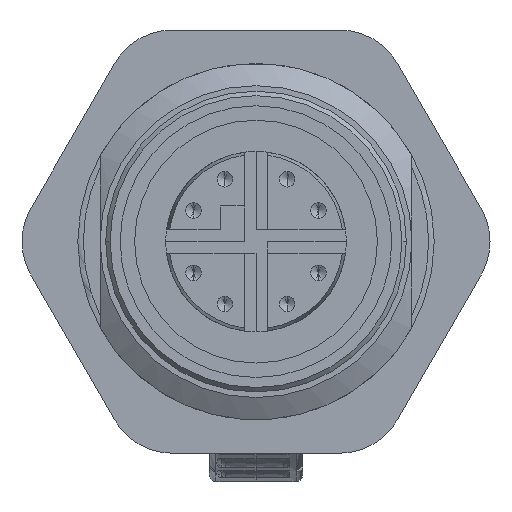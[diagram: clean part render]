
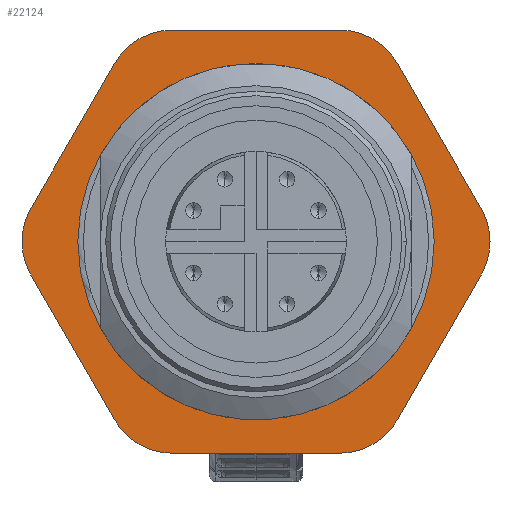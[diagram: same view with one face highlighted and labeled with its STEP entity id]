
A CAD part, left-side view. The second image highlights one B-rep face of the part: STEP entity #22124.
In plain terms, the highlighted planar face has unit normal (-1, 0, 0).
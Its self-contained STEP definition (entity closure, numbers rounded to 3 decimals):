
#102 = AXIS2_PLACEMENT_3D ( 'NONE', #2629, #14828, #22918 ) ;
#329 = ORIENTED_EDGE ( 'NONE', *, *, #21858, .T. ) ;
#354 = ORIENTED_EDGE ( 'NONE', *, *, #20164, .F. ) ;
#724 = ORIENTED_EDGE ( 'NONE', *, *, #21172, .T. ) ;
#996 = ORIENTED_EDGE ( 'NONE', *, *, #16057, .T. ) ;
#1946 = CARTESIAN_POINT ( 'NONE',  ( 12.3, 3.753, 6.5 ) ) ;
#2521 = DIRECTION ( 'NONE',  ( -1., 0., 0. ) ) ;
#2577 = CARTESIAN_POINT ( 'NONE',  ( 12.3, -8., 0. ) ) ;
#2626 = ORIENTED_EDGE ( 'NONE', *, *, #25504, .T. ) ;
#2629 = CARTESIAN_POINT ( 'NONE',  ( 12.3, 7.506, 0. ) ) ;
#2876 = VECTOR ( 'NONE', #13177, 1000. ) ;
#2901 = AXIS2_PLACEMENT_3D ( 'NONE', #9087, #3135, #11209 ) ;
#2981 = VECTOR ( 'NONE', #10896, 1000. ) ;
#3062 = EDGE_LOOP ( 'NONE', ( #8584, #354 ) ) ;
#3135 = DIRECTION ( 'NONE',  ( -1., 0., 0. ) ) ;
#3269 = VERTEX_POINT ( 'NONE', #6157 ) ;
#3292 = CARTESIAN_POINT ( 'NONE',  ( 12.3, 5.485, -9.5 ) ) ;
#3468 = DIRECTION ( 'NONE',  ( -1., 0., 0. ) ) ;
#3473 = VERTEX_POINT ( 'NONE', #25524 ) ;
#3505 = AXIS2_PLACEMENT_3D ( 'NONE', #23091, #11148, #4911 ) ;
#3541 = CIRCLE ( 'NONE', #17932, 3. ) ;
#3761 = VECTOR ( 'NONE', #13638, 1000. ) ;
#4426 = DIRECTION ( 'NONE',  ( 0., -0.5, -0.866 ) ) ;
#4738 = VERTEX_POINT ( 'NONE', #8378 ) ;
#4911 = DIRECTION ( 'NONE',  ( 0., 0., 1. ) ) ;
#5067 = CARTESIAN_POINT ( 'NONE',  ( 12.3, -10.104, 1.5 ) ) ;
#5279 = CARTESIAN_POINT ( 'NONE',  ( 12.3, 6.351, -8. ) ) ;
#5575 = CARTESIAN_POINT ( 'NONE',  ( 12.3, 3.753, -6.5 ) ) ;
#6040 = DIRECTION ( 'NONE',  ( -1., 0., 0. ) ) ;
#6157 = CARTESIAN_POINT ( 'NONE',  ( 12.3, -10.104, -1.5 ) ) ;
#6278 = VECTOR ( 'NONE', #4426, 1000. ) ;
#6359 = DIRECTION ( 'NONE',  ( 0., 0., 1. ) ) ;
#6381 = VERTEX_POINT ( 'NONE', #2577 ) ;
#6854 = VERTEX_POINT ( 'NONE', #9966 ) ;
#7579 = DIRECTION ( 'NONE',  ( -1., 0., 0. ) ) ;
#8020 = ORIENTED_EDGE ( 'NONE', *, *, #13886, .T. ) ;
#8236 = ORIENTED_EDGE ( 'NONE', *, *, #14974, .T. ) ;
#8378 = CARTESIAN_POINT ( 'NONE',  ( 12.3, 8., 0. ) ) ;
#8390 = LINE ( 'NONE', #12888, #2981 ) ;
#8584 = ORIENTED_EDGE ( 'NONE', *, *, #9022, .F. ) ;
#8847 = VECTOR ( 'NONE', #15499, 1000. ) ;
#9022 = EDGE_CURVE ( 'NONE', #4738, #6381, #25290, .T. ) ;
#9087 = CARTESIAN_POINT ( 'NONE',  ( 12.3, 0., 0. ) ) ;
#9162 = DIRECTION ( 'NONE',  ( 0., 0., 1. ) ) ;
#9188 = AXIS2_PLACEMENT_3D ( 'NONE', #18245, #6040, #14137 ) ;
#9890 = DIRECTION ( 'NONE',  ( 0., 0., 1. ) ) ;
#9966 = CARTESIAN_POINT ( 'NONE',  ( 12.3, -3.753, 9.5 ) ) ;
#9998 = VERTEX_POINT ( 'NONE', #15083 ) ;
#10155 = CARTESIAN_POINT ( 'NONE',  ( 12.3, 6.351, 8. ) ) ;
#10206 = CARTESIAN_POINT ( 'NONE',  ( 12.3, 7.506, 0. ) ) ;
#10564 = CIRCLE ( 'NONE', #13535, 3. ) ;
#10896 = DIRECTION ( 'NONE',  ( 0., 0.5, 0.866 ) ) ;
#10922 = CARTESIAN_POINT ( 'NONE',  ( 12.3, -6.351, -8. ) ) ;
#11148 = DIRECTION ( 'NONE',  ( -1., 0., 0. ) ) ;
#11159 = FACE_BOUND ( 'NONE', #3062, .T. ) ;
#11179 = LINE ( 'NONE', #25394, #2876 ) ;
#11209 = DIRECTION ( 'NONE',  ( 0., -1., 0. ) ) ;
#11340 = ORIENTED_EDGE ( 'NONE', *, *, #24857, .T. ) ;
#11912 = LINE ( 'NONE', #21615, #3761 ) ;
#12433 = EDGE_CURVE ( 'NONE', #3473, #20204, #21988, .T. ) ;
#12751 = CARTESIAN_POINT ( 'NONE',  ( 12.3, -6.351, 8. ) ) ;
#12752 = VERTEX_POINT ( 'NONE', #17163 ) ;
#12853 = EDGE_CURVE ( 'NONE', #6854, #12752, #17441, .T. ) ;
#12888 = CARTESIAN_POINT ( 'NONE',  ( 12.3, -10.97, 0. ) ) ;
#12901 = EDGE_LOOP ( 'NONE', ( #15100, #21989, #8020, #23779, #17005, #8236, #2626, #996, #11340, #14211, #21483, #329, #724 ) ) ;
#13177 = DIRECTION ( 'NONE',  ( 0., 0.5, -0.866 ) ) ;
#13535 = AXIS2_PLACEMENT_3D ( 'NONE', #16307, #2521, #22676 ) ;
#13638 = DIRECTION ( 'NONE',  ( 0., -0.5, 0.866 ) ) ;
#13699 = VERTEX_POINT ( 'NONE', #24220 ) ;
#13886 = EDGE_CURVE ( 'NONE', #24004, #19004, #11179, .T. ) ;
#13902 = DIRECTION ( 'NONE',  ( -1., 0., 0. ) ) ;
#14137 = DIRECTION ( 'NONE',  ( 0., -1., 0. ) ) ;
#14211 = ORIENTED_EDGE ( 'NONE', *, *, #19812, .T. ) ;
#14828 = DIRECTION ( 'NONE',  ( -1., 0., 0. ) ) ;
#14923 = CIRCLE ( 'NONE', #102, 3. ) ;
#14942 = CIRCLE ( 'NONE', #3505, 3. ) ;
#14974 = EDGE_CURVE ( 'NONE', #20204, #25942, #20492, .T. ) ;
#15083 = CARTESIAN_POINT ( 'NONE',  ( 12.3, -3.753, -9.5 ) ) ;
#15100 = ORIENTED_EDGE ( 'NONE', *, *, #12853, .T. ) ;
#15458 = DIRECTION ( 'NONE',  ( 0., 1., 0. ) ) ;
#15499 = DIRECTION ( 'NONE',  ( 0., -1., 0. ) ) ;
#15878 = EDGE_CURVE ( 'NONE', #3269, #25396, #10564, .T. ) ;
#16057 = EDGE_CURVE ( 'NONE', #13699, #9998, #16953, .T. ) ;
#16305 = DIRECTION ( 'NONE',  ( -1., 0., 0. ) ) ;
#16307 = CARTESIAN_POINT ( 'NONE',  ( 12.3, -7.506, 0. ) ) ;
#16492 = AXIS2_PLACEMENT_3D ( 'NONE', #18137, #13902, #18407 ) ;
#16787 = CARTESIAN_POINT ( 'NONE',  ( 12.3, 10.104, 1.5 ) ) ;
#16953 = LINE ( 'NONE', #3292, #8847 ) ;
#17005 = ORIENTED_EDGE ( 'NONE', *, *, #12433, .T. ) ;
#17163 = CARTESIAN_POINT ( 'NONE',  ( 12.3, 3.753, 9.5 ) ) ;
#17200 = EDGE_CURVE ( 'NONE', #19004, #3473, #14923, .T. ) ;
#17441 = LINE ( 'NONE', #25130, #24498 ) ;
#17530 = PLANE ( 'NONE',  #18246 ) ;
#17932 = AXIS2_PLACEMENT_3D ( 'NONE', #5575, #7579, #25500 ) ;
#18137 = CARTESIAN_POINT ( 'NONE',  ( 12.3, -3.753, 6.5 ) ) ;
#18245 = CARTESIAN_POINT ( 'NONE',  ( 12.3, 0., 0. ) ) ;
#18246 = AXIS2_PLACEMENT_3D ( 'NONE', #19269, #3468, #9162 ) ;
#18407 = DIRECTION ( 'NONE',  ( 0., 0., 1. ) ) ;
#18631 = CARTESIAN_POINT ( 'NONE',  ( 12.3, 10.97, 0. ) ) ;
#19004 = VERTEX_POINT ( 'NONE', #16787 ) ;
#19269 = CARTESIAN_POINT ( 'NONE',  ( 12.3, 0., 0. ) ) ;
#19601 = AXIS2_PLACEMENT_3D ( 'NONE', #1946, #24226, #9890 ) ;
#19812 = EDGE_CURVE ( 'NONE', #24211, #3269, #11912, .T. ) ;
#20164 = EDGE_CURVE ( 'NONE', #6381, #4738, #21555, .T. ) ;
#20204 = VERTEX_POINT ( 'NONE', #21840 ) ;
#20492 = LINE ( 'NONE', #18631, #6278 ) ;
#21172 = EDGE_CURVE ( 'NONE', #24624, #6854, #24139, .T. ) ;
#21483 = ORIENTED_EDGE ( 'NONE', *, *, #15878, .T. ) ;
#21546 = AXIS2_PLACEMENT_3D ( 'NONE', #10206, #16305, #6359 ) ;
#21555 = CIRCLE ( 'NONE', #2901, 8. ) ;
#21615 = CARTESIAN_POINT ( 'NONE',  ( 12.3, -5.485, -9.5 ) ) ;
#21659 = FACE_OUTER_BOUND ( 'NONE', #12901, .T. ) ;
#21719 = CIRCLE ( 'NONE', #19601, 3. ) ;
#21840 = CARTESIAN_POINT ( 'NONE',  ( 12.3, 10.104, -1.5 ) ) ;
#21858 = EDGE_CURVE ( 'NONE', #25396, #24624, #8390, .T. ) ;
#21988 = CIRCLE ( 'NONE', #21546, 3. ) ;
#21989 = ORIENTED_EDGE ( 'NONE', *, *, #23939, .T. ) ;
#22124 = ADVANCED_FACE ( 'NONE', ( #21659, #11159 ), #17530, .T. ) ;
#22676 = DIRECTION ( 'NONE',  ( 0., 0., 1. ) ) ;
#22918 = DIRECTION ( 'NONE',  ( 0., 0., 1. ) ) ;
#23091 = CARTESIAN_POINT ( 'NONE',  ( 12.3, -3.753, -6.5 ) ) ;
#23779 = ORIENTED_EDGE ( 'NONE', *, *, #17200, .T. ) ;
#23939 = EDGE_CURVE ( 'NONE', #12752, #24004, #21719, .T. ) ;
#24004 = VERTEX_POINT ( 'NONE', #10155 ) ;
#24139 = CIRCLE ( 'NONE', #16492, 3. ) ;
#24211 = VERTEX_POINT ( 'NONE', #10922 ) ;
#24220 = CARTESIAN_POINT ( 'NONE',  ( 12.3, 3.753, -9.5 ) ) ;
#24226 = DIRECTION ( 'NONE',  ( -1., 0., 0. ) ) ;
#24498 = VECTOR ( 'NONE', #15458, 1000. ) ;
#24624 = VERTEX_POINT ( 'NONE', #12751 ) ;
#24857 = EDGE_CURVE ( 'NONE', #9998, #24211, #14942, .T. ) ;
#25130 = CARTESIAN_POINT ( 'NONE',  ( 12.3, -5.485, 9.5 ) ) ;
#25290 = CIRCLE ( 'NONE', #9188, 8. ) ;
#25394 = CARTESIAN_POINT ( 'NONE',  ( 12.3, 5.485, 9.5 ) ) ;
#25396 = VERTEX_POINT ( 'NONE', #5067 ) ;
#25500 = DIRECTION ( 'NONE',  ( 0., 0., 1. ) ) ;
#25504 = EDGE_CURVE ( 'NONE', #25942, #13699, #3541, .T. ) ;
#25524 = CARTESIAN_POINT ( 'NONE',  ( 12.3, 10.506, 0. ) ) ;
#25942 = VERTEX_POINT ( 'NONE', #5279 ) ;
